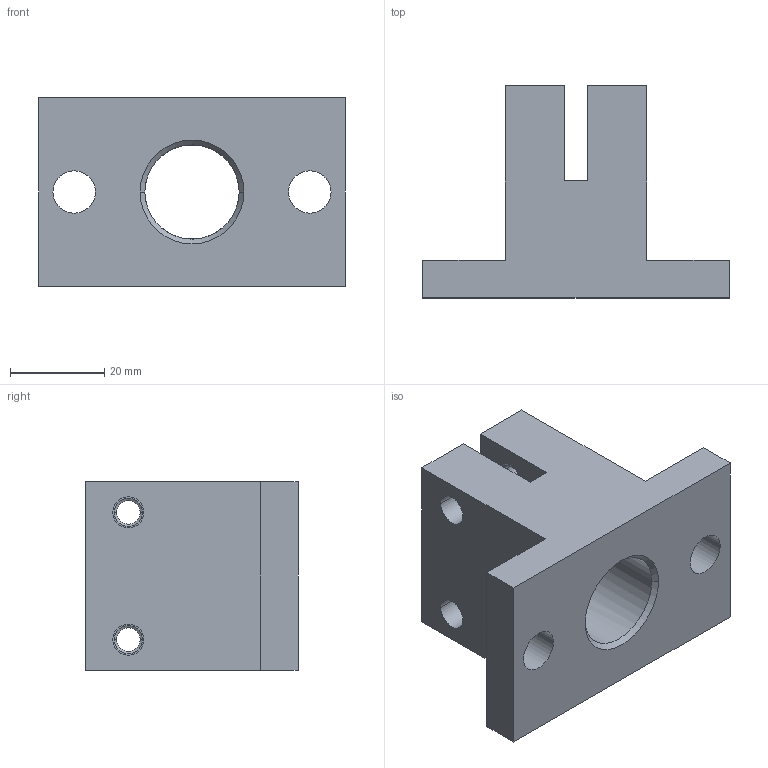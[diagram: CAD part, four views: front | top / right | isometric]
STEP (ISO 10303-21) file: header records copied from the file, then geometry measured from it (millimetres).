
FILE_DESCRIPTION(('Creo Elements/Direct Modeling STEP Export'),'2;1');
FILE_NAME('96.7321_Aufnahmesockel_Ø20.stp','2022-12-12T14:09:33',(''),(''),'PTC Creo Elements/Direct Modeling STEP processor for AP214 (Solid Model)','PTC Creo Elements/Direct Modeling 19.0C 15-Aug-2015 (C) Parametric Technology GmbH','');
FILE_SCHEMA(('AUTOMOTIVE_DESIGN { 1 0 10303 214 1 1 1 1 }'));
Length unit declared in the file: millimetre
Products named in the file (2): Aufnahmesockel_Ø20_96.7321_PX183692
Assembly tree (1 placements, depth 2):
  Aufnahmesockel_Ø20_96.7321_PX183692
    Aufnahmesockel_Ø20_96.7321_PX183692
Bounding box: 65 x 45 x 40 mm (x, y, z)
Volume: 46613 mm3; surface area: 15496 mm2
Topology: 1 solids, 1 shells, 43 faces, 116 edges, 74 vertices
Faces by surface type: plane 17, cylinder 14, cone 12
Entity records: 1378 total; most frequent: CARTESIAN_POINT 254, ORIENTED_EDGE 232, DIRECTION 192, EDGE_CURVE 116, VERTEX_POINT 74, AXIS2_PLACEMENT_3D 64, VECTOR 64, LINE 64
